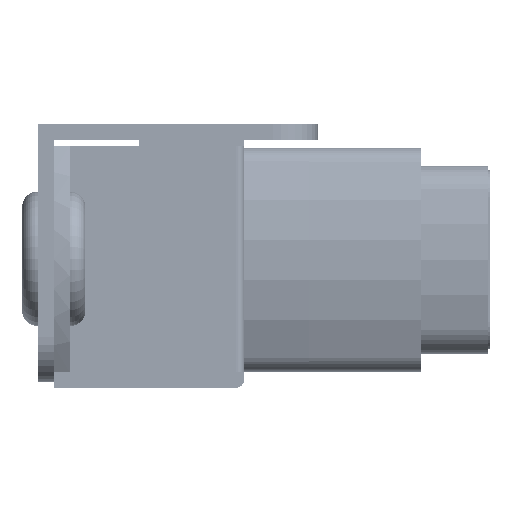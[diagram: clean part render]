
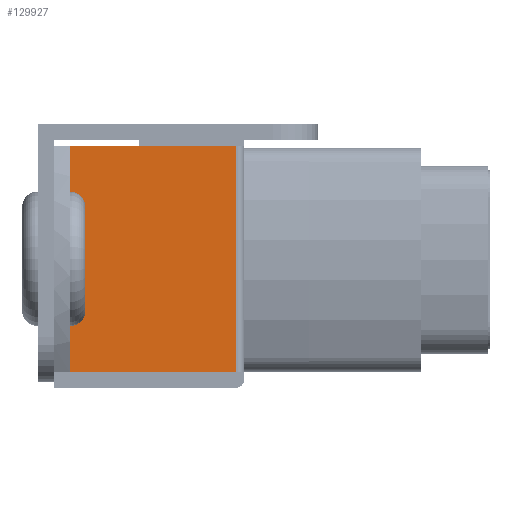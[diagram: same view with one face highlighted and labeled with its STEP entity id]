
A CAD part, left-side view. The second image highlights one B-rep face of the part: STEP entity #129927.
In plain terms, the highlighted planar face has unit normal (-1, 0, 0).
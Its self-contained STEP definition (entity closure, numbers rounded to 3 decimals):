
#783=DIRECTION('',(0.,-1.,0.));
#784=VECTOR('',#783,7.444);
#785=CARTESIAN_POINT('',(-15.207,-0.713,-5.013));
#786=LINE('',#785,#784);
#1557=DIRECTION('',(0.,-1.,0.));
#1558=VECTOR('',#1557,7.444);
#1559=CARTESIAN_POINT('',(-15.207,-0.713,5.1));
#1560=LINE('',#1559,#1558);
#1736=DIRECTION('',(0.,0.,-1.));
#1737=VECTOR('',#1736,10.113);
#1738=CARTESIAN_POINT('',(-15.207,-8.157,5.1));
#1739=LINE('',#1738,#1737);
#1745=DIRECTION('',(0.,0.,1.));
#1746=VECTOR('',#1745,10.113);
#1747=CARTESIAN_POINT('',(-15.207,-0.713,-5.013));
#1748=LINE('',#1747,#1746);
#127277=CARTESIAN_POINT('',(-15.207,-0.713,-5.013));
#127278=CARTESIAN_POINT('',(-15.207,-0.713,5.1));
#127279=VERTEX_POINT('',#127277);
#127280=VERTEX_POINT('',#127278);
#127353=CARTESIAN_POINT('',(-15.207,-8.157,-5.013));
#127354=VERTEX_POINT('',#127353);
#127355=CARTESIAN_POINT('',(-15.207,-8.157,5.1));
#127356=VERTEX_POINT('',#127355);
#129916=CARTESIAN_POINT('',(-15.207,-0.707,-5.007));
#129917=DIRECTION('',(-1.,0.,0.));
#129918=DIRECTION('',(0.,-1.,0.));
#129919=AXIS2_PLACEMENT_3D('',#129916,#129917,#129918);
#129920=PLANE('',#129919);
#129921=ORIENTED_EDGE('',*,*,#129910,.T.);
#129922=ORIENTED_EDGE('',*,*,#128694,.F.);
#129923=ORIENTED_EDGE('',*,*,#129640,.T.);
#129924=ORIENTED_EDGE('',*,*,#129667,.T.);
#129925=EDGE_LOOP('',(#129921,#129922,#129923,#129924));
#129926=FACE_OUTER_BOUND('',#129925,.F.);
#129927=ADVANCED_FACE('',(#129926),#129920,.T.);
#128694=EDGE_CURVE('',#127279,#127354,#786,.T.);
#129640=EDGE_CURVE('',#127279,#127280,#1748,.T.);
#129667=EDGE_CURVE('',#127280,#127356,#1560,.T.);
#129910=EDGE_CURVE('',#127356,#127354,#1739,.T.);
